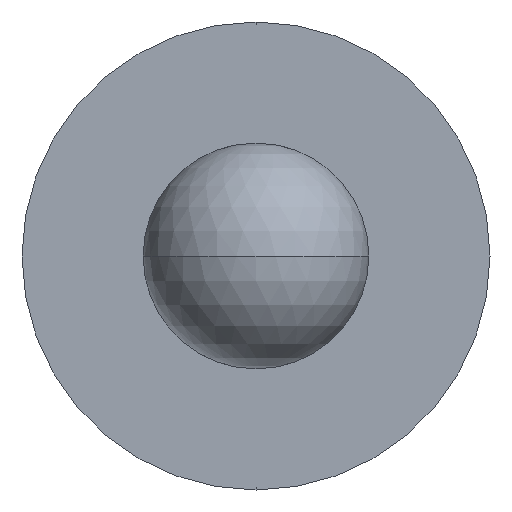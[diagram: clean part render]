
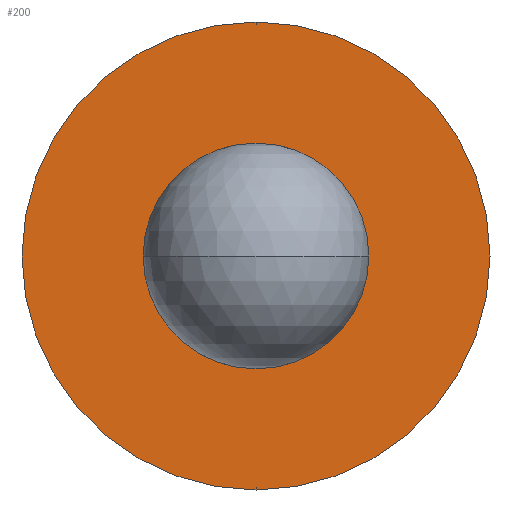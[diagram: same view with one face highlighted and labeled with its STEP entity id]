
A CAD part, front view. The second image highlights one B-rep face of the part: STEP entity #200.
In plain terms, the highlighted planar face has unit normal (0, -1, 0).
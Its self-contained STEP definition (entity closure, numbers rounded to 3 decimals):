
#30 = VERTEX_POINT ( 'NONE', #300 ) ;
#35 = EDGE_CURVE ( 'NONE', #30, #209, #282, .T. ) ;
#36 = CIRCLE ( 'NONE', #97, 2.426 ) ;
#63 = AXIS2_PLACEMENT_3D ( 'NONE', #312, #320, #322 ) ;
#65 = CIRCLE ( 'NONE', #63, 5.03 ) ;
#87 = DIRECTION ( 'NONE',  ( 0., 0., -1. ) ) ;
#97 = AXIS2_PLACEMENT_3D ( 'NONE', #216, #220, #222 ) ;
#103 = CARTESIAN_POINT ( 'NONE',  ( 0., 13.9, 0. ) ) ;
#104 = ORIENTED_EDGE ( 'NONE', *, *, #302, .F. ) ;
#109 = DIRECTION ( 'NONE',  ( 0., -1., 0. ) ) ;
#110 = DIRECTION ( 'NONE',  ( 0., 0., -1. ) ) ;
#113 = EDGE_LOOP ( 'NONE', ( #131, #104 ) ) ;
#126 = AXIS2_PLACEMENT_3D ( 'NONE', #103, #109, #110 ) ;
#129 = DIRECTION ( 'NONE',  ( 0., -1., 0. ) ) ;
#131 = ORIENTED_EDGE ( 'NONE', *, *, #347, .F. ) ;
#138 = DIRECTION ( 'NONE',  ( 0., 0., -1. ) ) ;
#150 = ORIENTED_EDGE ( 'NONE', *, *, #396, .T. ) ;
#158 = VERTEX_POINT ( 'NONE', #258 ) ;
#159 = VERTEX_POINT ( 'NONE', #314 ) ;
#171 = PLANE ( 'NONE',  #192 ) ;
#192 = AXIS2_PLACEMENT_3D ( 'NONE', #393, #129, #138 ) ;
#200 = ADVANCED_FACE ( 'NONE', ( #310, #313 ), #171, .T. ) ;
#209 = VERTEX_POINT ( 'NONE', #285 ) ;
#216 = CARTESIAN_POINT ( 'NONE',  ( 0., 13.9, 0. ) ) ;
#220 = DIRECTION ( 'NONE',  ( 0., -1., 0. ) ) ;
#222 = DIRECTION ( 'NONE',  ( 0., 0., -1. ) ) ;
#232 = AXIS2_PLACEMENT_3D ( 'NONE', #290, #275, #87 ) ;
#239 = EDGE_LOOP ( 'NONE', ( #241, #150 ) ) ;
#241 = ORIENTED_EDGE ( 'NONE', *, *, #35, .T. ) ;
#258 = CARTESIAN_POINT ( 'NONE',  ( 0., 13.9, -2.426 ) ) ;
#275 = DIRECTION ( 'NONE',  ( 0., -1., 0. ) ) ;
#282 = CIRCLE ( 'NONE', #232, 5.03 ) ;
#285 = CARTESIAN_POINT ( 'NONE',  ( 0., 13.9, 5.03 ) ) ;
#290 = CARTESIAN_POINT ( 'NONE',  ( 0., 13.9, 0. ) ) ;
#300 = CARTESIAN_POINT ( 'NONE',  ( 0., 13.9, -5.03 ) ) ;
#302 = EDGE_CURVE ( 'NONE', #159, #158, #379, .T. ) ;
#310 = FACE_OUTER_BOUND ( 'NONE', #239, .T. ) ;
#312 = CARTESIAN_POINT ( 'NONE',  ( 0., 13.9, 0. ) ) ;
#313 = FACE_BOUND ( 'NONE', #113, .T. ) ;
#314 = CARTESIAN_POINT ( 'NONE',  ( 0., 13.9, 2.426 ) ) ;
#320 = DIRECTION ( 'NONE',  ( 0., -1., 0. ) ) ;
#322 = DIRECTION ( 'NONE',  ( 0., 0., -1. ) ) ;
#347 = EDGE_CURVE ( 'NONE', #158, #159, #36, .T. ) ;
#379 = CIRCLE ( 'NONE', #126, 2.426 ) ;
#393 = CARTESIAN_POINT ( 'NONE',  ( 2.426, 13.9, 0. ) ) ;
#396 = EDGE_CURVE ( 'NONE', #209, #30, #65, .T. ) ;
